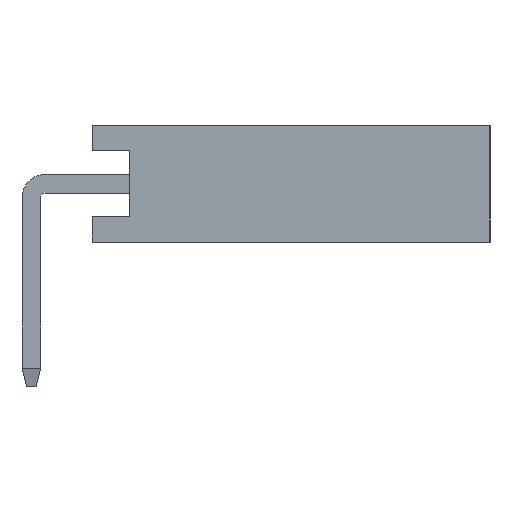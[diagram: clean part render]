
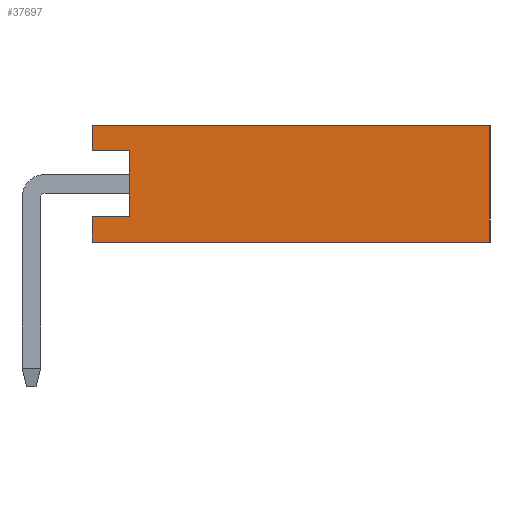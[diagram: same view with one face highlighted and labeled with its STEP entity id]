
A CAD part, left-side view. The second image highlights one B-rep face of the part: STEP entity #37697.
In plain terms, the highlighted planar face has unit normal (-1, 0, 0).
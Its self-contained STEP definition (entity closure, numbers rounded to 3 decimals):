
#6784=ORIENTED_EDGE('',*,*,#11670,.F.);
#6785=ORIENTED_EDGE('',*,*,#10725,.F.);
#6786=ORIENTED_EDGE('',*,*,#10720,.F.);
#6787=ORIENTED_EDGE('',*,*,#10717,.T.);
#6788=ORIENTED_EDGE('',*,*,#10716,.T.);
#6789=ORIENTED_EDGE('',*,*,#10711,.F.);
#6790=ORIENTED_EDGE('',*,*,#11675,.F.);
#6791=ORIENTED_EDGE('',*,*,#11677,.F.);
#10711=EDGE_CURVE('',#13684,#13686,#16671,.T.);
#10716=EDGE_CURVE('',#13689,#13686,#16676,.T.);
#10717=EDGE_CURVE('',#13690,#13689,#16677,.T.);
#10720=EDGE_CURVE('',#13690,#13692,#16680,.T.);
#10725=EDGE_CURVE('',#13692,#13694,#16685,.T.);
#11670=EDGE_CURVE('',#13694,#14328,#17506,.T.);
#11675=EDGE_CURVE('',#14331,#13684,#17511,.T.);
#11677=EDGE_CURVE('',#14328,#14331,#17513,.T.);
#13684=VERTEX_POINT('',#52976);
#13686=VERTEX_POINT('',#52979);
#13689=VERTEX_POINT('',#52986);
#13690=VERTEX_POINT('',#52991);
#13692=VERTEX_POINT('',#52997);
#13694=VERTEX_POINT('',#53003);
#14328=VERTEX_POINT('',#54899);
#14331=VERTEX_POINT('',#54909);
#16671=LINE('',#52978,#20119);
#16676=LINE('',#52988,#20124);
#16677=LINE('',#52990,#20125);
#16680=LINE('',#52996,#20128);
#16685=LINE('',#53006,#20133);
#17506=LINE('',#54898,#20954);
#17511=LINE('',#54908,#20959);
#17513=LINE('',#54912,#20961);
#20119=VECTOR('',#43847,1000.);
#20124=VECTOR('',#43854,1000.);
#20125=VECTOR('',#43857,1000.);
#20128=VECTOR('',#43862,1000.);
#20133=VECTOR('',#43869,1000.);
#20954=VECTOR('',#45568,1000.);
#20959=VECTOR('',#45577,1000.);
#20961=VECTOR('',#45581,1000.);
#22651=EDGE_LOOP('',(#6784,#6785,#6786,#6787,#6788,#6789,#6790,#6791));
#24229=FACE_BOUND('',#22651,.T.);
#25585=PLANE('',#39406);
#37697=ADVANCED_FACE('',(#24229),#25585,.F.);
#39406=AXIS2_PLACEMENT_3D('',#54911,#45579,#45580);
#43847=DIRECTION('',(0.,1.,0.));
#43854=DIRECTION('',(0.,0.,-1.));
#43857=DIRECTION('',(0.,1.,0.));
#43862=DIRECTION('',(0.,0.,-1.));
#43869=DIRECTION('',(0.,1.,0.));
#45568=DIRECTION('',(0.,0.,1.));
#45577=DIRECTION('',(0.,0.,-1.));
#45579=DIRECTION('',(1.,0.,0.));
#45580=DIRECTION('',(0.,0.,-1.));
#45581=DIRECTION('',(0.,1.,0.));
#52976=CARTESIAN_POINT('',(-40.89,0.7,-4.25));
#52978=CARTESIAN_POINT('',(-40.89,-1.25,-4.25));
#52979=CARTESIAN_POINT('',(-40.89,1.25,-4.25));
#52986=CARTESIAN_POINT('',(-40.89,1.25,4.25));
#52988=CARTESIAN_POINT('',(-40.89,1.25,4.25));
#52990=CARTESIAN_POINT('',(-40.89,-1.25,4.25));
#52991=CARTESIAN_POINT('',(-40.89,-1.25,4.25));
#52996=CARTESIAN_POINT('',(-40.89,-1.25,4.25));
#52997=CARTESIAN_POINT('',(-40.89,-1.25,-4.25));
#53003=CARTESIAN_POINT('',(-40.89,-0.7,-4.25));
#53006=CARTESIAN_POINT('',(-40.89,-1.25,-4.25));
#54898=CARTESIAN_POINT('',(-40.89,-0.7,4.25));
#54899=CARTESIAN_POINT('',(-40.89,-0.7,-3.45));
#54908=CARTESIAN_POINT('',(-40.89,0.7,4.25));
#54909=CARTESIAN_POINT('',(-40.89,0.7,-3.45));
#54911=CARTESIAN_POINT('',(-40.89,-1.25,4.25));
#54912=CARTESIAN_POINT('',(-40.89,-1.25,-3.45));
